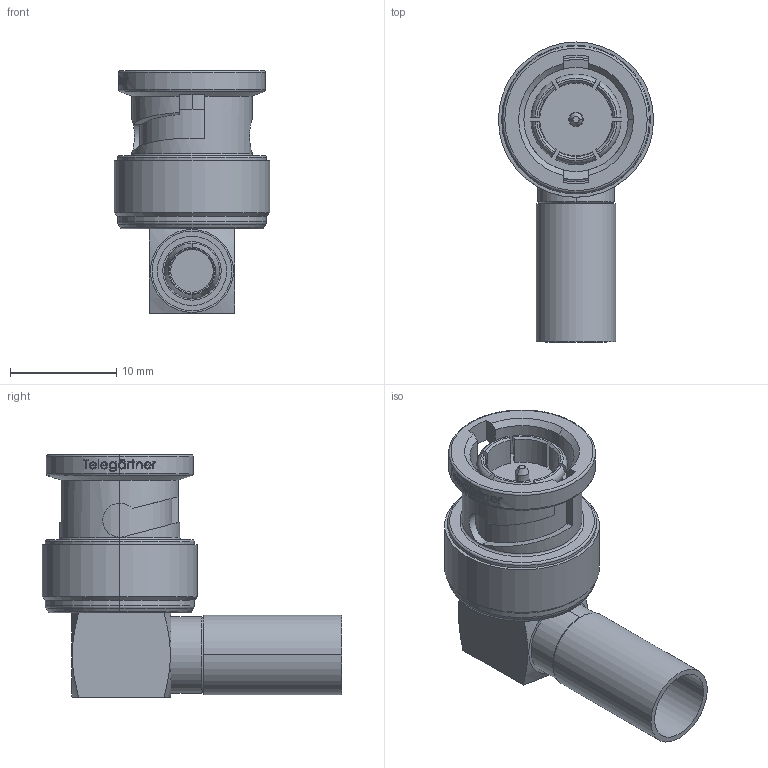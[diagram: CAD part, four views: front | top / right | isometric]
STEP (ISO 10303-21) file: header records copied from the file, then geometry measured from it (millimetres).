
FILE_DESCRIPTION (( 'STEP AP214' ), '1' );
FILE_NAME ('J01002A1356.STEP', '2013-02-01T13:50:18', ( 'Wartung1' ), ( '' ), 'SwSTEP 2.0', 'SolidWorks 2012', '' );
FILE_SCHEMA (( 'AUTOMOTIVE_DESIGN' ));
Length unit declared in the file: millimetre
Products named in the file (1): J01002A1356
Bounding box: 14.6 x 28.2 x 22.85 mm (x, y, z)
Volume: 2699.9 mm3; surface area: 2427.2 mm2
Topology: 1 solids, 1 shells, 316 faces, 802 edges, 520 vertices
Faces by surface type: plane 112, bspline 78, cylinder 70, cone 38, torus 18
Entity records: 15936 total; most frequent: CARTESIAN_POINT 5428, ORIENTED_EDGE 1604, DIRECTION 1244, EDGE_CURVE 802, VERTEX_POINT 520, AXIS2_PLACEMENT_3D 449, EDGE_LOOP 352, LINE 346
